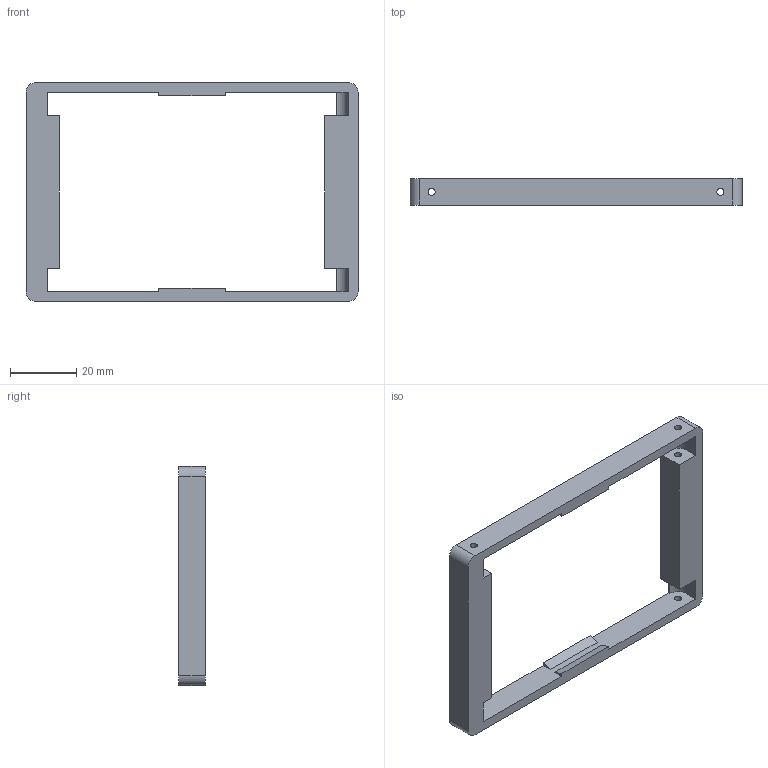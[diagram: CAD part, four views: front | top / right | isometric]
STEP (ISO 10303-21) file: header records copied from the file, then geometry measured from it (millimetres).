
FILE_DESCRIPTION(/* description */ (''),/* implementation_level */ '2;1');
FILE_NAME(/* name */ 'Assembly_jig_part_1.step',/* time_stamp */ '2022-03-24T13:59:09+04:00',/* author */ (''),/* organization */ (''),/* preprocessor_version */ 'ST-DEVELOPER v18.1',/* originating_system */ 'Autodesk Translation Framework v10.13.0.1454',/* authorisation */ '');
FILE_SCHEMA (('AUTOMOTIVE_DESIGN { 1 0 10303 214 3 1 1 }'));
Length unit declared in the file: millimetre
Products named in the file (1): FusionComponent
Bounding box: 100 x 8 x 66 mm (x, y, z)
Volume: 12652.6 mm3; surface area: 9363.8 mm2
Topology: 1 solids, 1 shells, 48 faces, 138 edges, 92 vertices
Faces by surface type: plane 34, cylinder 14
Full cylindrical faces by diameter (mm): 2.1 x6
Entity records: 1638 total; most frequent: CARTESIAN_POINT 279, ORIENTED_EDGE 276, DIRECTION 264, EDGE_CURVE 138, LINE 110, VECTOR 110, VERTEX_POINT 92, AXIS2_PLACEMENT_3D 77
